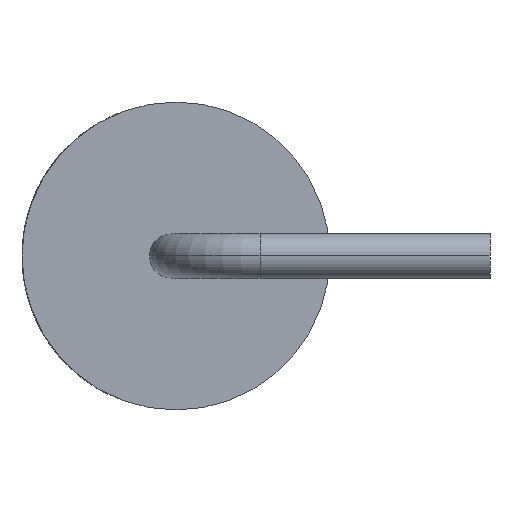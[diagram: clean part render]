
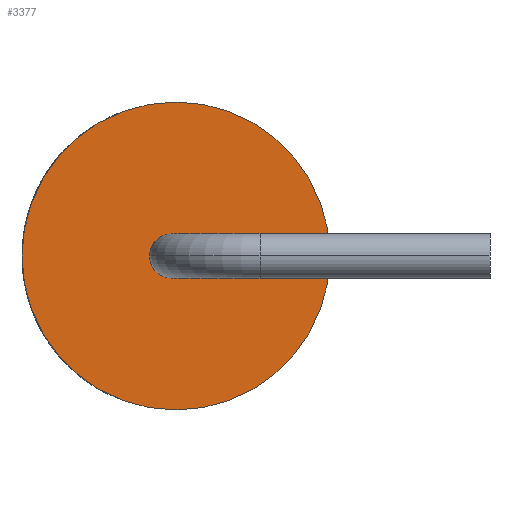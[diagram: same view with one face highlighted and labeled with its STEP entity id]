
A CAD part, left-side view. The second image highlights one B-rep face of the part: STEP entity #3377.
In plain terms, the highlighted planar face has unit normal (-1, 0, 0).
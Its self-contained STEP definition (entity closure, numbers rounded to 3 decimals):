
#168 = CIRCLE ( 'NONE', #2642, 4.425 ) ;
#284 = PLANE ( 'NONE',  #5716 ) ;
#349 = CARTESIAN_POINT ( 'NONE',  ( 5.735, 6.425, -4.425 ) ) ;
#501 = DIRECTION ( 'NONE',  ( 0., 0., -1. ) ) ;
#720 = ORIENTED_EDGE ( 'NONE', *, *, #4286, .F. ) ;
#772 = DIRECTION ( 'NONE',  ( -1., 0., 0. ) ) ;
#873 = CARTESIAN_POINT ( 'NONE',  ( 5.735, 6.55, 0. ) ) ;
#940 = AXIS2_PLACEMENT_3D ( 'NONE', #873, #2292, #5475 ) ;
#1062 = DIRECTION ( 'NONE',  ( 0., 0., -1. ) ) ;
#1177 = EDGE_LOOP ( 'NONE', ( #2714, #1584 ) ) ;
#1510 = CARTESIAN_POINT ( 'NONE',  ( 5.735, 6.425, 0. ) ) ;
#1584 = ORIENTED_EDGE ( 'NONE', *, *, #1961, .F. ) ;
#1961 = EDGE_CURVE ( 'NONE', #3161, #2116, #4603, .T. ) ;
#2087 = DIRECTION ( 'NONE',  ( 0., 0., -1. ) ) ;
#2116 = VERTEX_POINT ( 'NONE', #5886 ) ;
#2183 = CARTESIAN_POINT ( 'NONE',  ( 5.735, 6.425, 0. ) ) ;
#2292 = DIRECTION ( 'NONE',  ( -1., 0., 0. ) ) ;
#2615 = CIRCLE ( 'NONE', #4029, 0.635 ) ;
#2642 = AXIS2_PLACEMENT_3D ( 'NONE', #4378, #5149, #1062 ) ;
#2714 = ORIENTED_EDGE ( 'NONE', *, *, #3805, .F. ) ;
#2765 = CIRCLE ( 'NONE', #940, 0.635 ) ;
#3062 = FACE_BOUND ( 'NONE', #5476, .T. ) ;
#3161 = VERTEX_POINT ( 'NONE', #349 ) ;
#3282 = AXIS2_PLACEMENT_3D ( 'NONE', #1510, #3742, #501 ) ;
#3377 = ADVANCED_FACE ( 'NONE', ( #3062, #4863 ), #284, .F. ) ;
#3502 = DIRECTION ( 'NONE',  ( 1., 0., 0. ) ) ;
#3522 = DIRECTION ( 'NONE',  ( 0., 0., -1. ) ) ;
#3742 = DIRECTION ( 'NONE',  ( 1., 0., 0. ) ) ;
#3805 = EDGE_CURVE ( 'NONE', #2116, #3161, #168, .T. ) ;
#3931 = CARTESIAN_POINT ( 'NONE',  ( 5.735, 6.55, 0. ) ) ;
#4029 = AXIS2_PLACEMENT_3D ( 'NONE', #3931, #772, #3522 ) ;
#4275 = CARTESIAN_POINT ( 'NONE',  ( 5.735, 5.915, 0. ) ) ;
#4286 = EDGE_CURVE ( 'NONE', #5217, #4460, #2765, .T. ) ;
#4378 = CARTESIAN_POINT ( 'NONE',  ( 5.735, 6.425, 0. ) ) ;
#4460 = VERTEX_POINT ( 'NONE', #5610 ) ;
#4603 = CIRCLE ( 'NONE', #3282, 4.425 ) ;
#4863 = FACE_OUTER_BOUND ( 'NONE', #1177, .T. ) ;
#4902 = EDGE_CURVE ( 'NONE', #4460, #5217, #2615, .T. ) ;
#5149 = DIRECTION ( 'NONE',  ( 1., 0., 0. ) ) ;
#5217 = VERTEX_POINT ( 'NONE', #4275 ) ;
#5475 = DIRECTION ( 'NONE',  ( 0., 0., -1. ) ) ;
#5476 = EDGE_LOOP ( 'NONE', ( #720, #5696 ) ) ;
#5610 = CARTESIAN_POINT ( 'NONE',  ( 5.735, 7.185, 0. ) ) ;
#5696 = ORIENTED_EDGE ( 'NONE', *, *, #4902, .F. ) ;
#5716 = AXIS2_PLACEMENT_3D ( 'NONE', #2183, #3502, #2087 ) ;
#5886 = CARTESIAN_POINT ( 'NONE',  ( 5.735, 6.425, 4.425 ) ) ;
